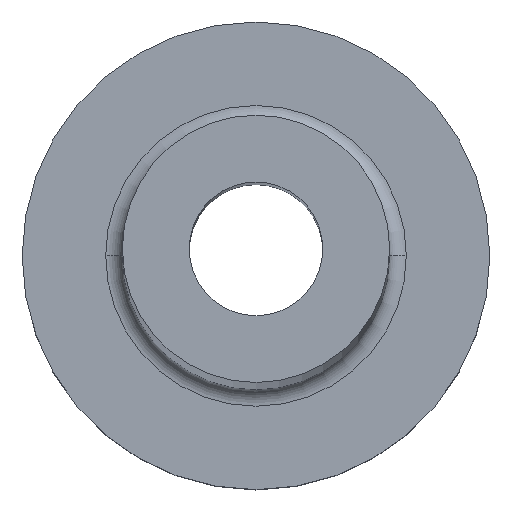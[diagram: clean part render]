
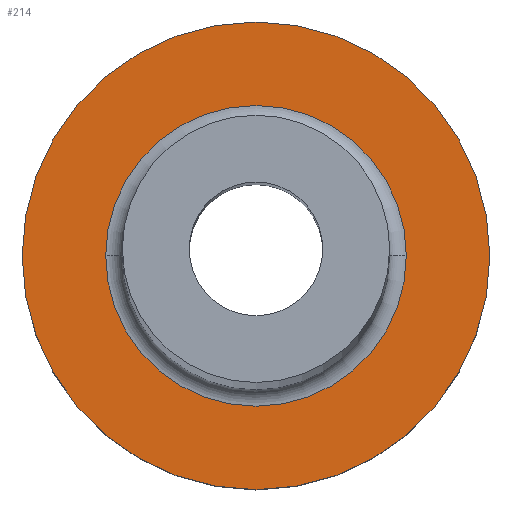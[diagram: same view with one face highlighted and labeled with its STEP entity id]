
A CAD part, top view. The second image highlights one B-rep face of the part: STEP entity #214.
In plain terms, the highlighted planar face has unit normal (0, 0, 1).
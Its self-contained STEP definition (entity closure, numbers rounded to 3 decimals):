
#17 = EDGE_LOOP ( 'NONE', ( #332, #411 ) ) ;
#19 = EDGE_CURVE ( 'NONE', #448, #367, #198, .T. ) ;
#20 = CARTESIAN_POINT ( 'NONE',  ( 0., 0., 5. ) ) ;
#23 = DIRECTION ( 'NONE',  ( 0., 0., -1. ) ) ;
#32 = EDGE_CURVE ( 'NONE', #192, #199, #370, .T. ) ;
#45 = CARTESIAN_POINT ( 'NONE',  ( -7., 0., 5. ) ) ;
#59 = DIRECTION ( 'NONE',  ( 1., 0., 0. ) ) ;
#68 = DIRECTION ( 'NONE',  ( 1., 0., 0. ) ) ;
#78 = CARTESIAN_POINT ( 'NONE',  ( 0., 0., 5. ) ) ;
#81 = FACE_BOUND ( 'NONE', #237, .T. ) ;
#85 = EDGE_CURVE ( 'NONE', #367, #448, #325, .T. ) ;
#93 = DIRECTION ( 'NONE',  ( 1., 0., 0. ) ) ;
#108 = ORIENTED_EDGE ( 'NONE', *, *, #85, .T. ) ;
#121 = CARTESIAN_POINT ( 'NONE',  ( 0., 0., 5. ) ) ;
#127 = ORIENTED_EDGE ( 'NONE', *, *, #19, .T. ) ;
#134 = CARTESIAN_POINT ( 'NONE',  ( 4.5, 0., 5. ) ) ;
#164 = AXIS2_PLACEMENT_3D ( 'NONE', #277, #195, #93 ) ;
#165 = CARTESIAN_POINT ( 'NONE',  ( 0., 0., 5. ) ) ;
#192 = VERTEX_POINT ( 'NONE', #45 ) ;
#194 = CARTESIAN_POINT ( 'NONE',  ( -4.5, 0., 5. ) ) ;
#195 = DIRECTION ( 'NONE',  ( 0., 0., 1. ) ) ;
#198 = CIRCLE ( 'NONE', #452, 4.5 ) ;
#199 = VERTEX_POINT ( 'NONE', #388 ) ;
#214 = ADVANCED_FACE ( 'NONE', ( #81, #331 ), #218, .T. ) ;
#217 = DIRECTION ( 'NONE',  ( 0., 0., 1. ) ) ;
#218 = PLANE ( 'NONE',  #279 ) ;
#237 = EDGE_LOOP ( 'NONE', ( #108, #127 ) ) ;
#271 = DIRECTION ( 'NONE',  ( 1., 0., 0. ) ) ;
#277 = CARTESIAN_POINT ( 'NONE',  ( 0., 0., 5. ) ) ;
#279 = AXIS2_PLACEMENT_3D ( 'NONE', #78, #334, #68 ) ;
#325 = CIRCLE ( 'NONE', #360, 4.5 ) ;
#331 = FACE_OUTER_BOUND ( 'NONE', #17, .T. ) ;
#332 = ORIENTED_EDGE ( 'NONE', *, *, #32, .T. ) ;
#334 = DIRECTION ( 'NONE',  ( 0., 0., 1. ) ) ;
#360 = AXIS2_PLACEMENT_3D ( 'NONE', #165, #23, #59 ) ;
#367 = VERTEX_POINT ( 'NONE', #134 ) ;
#370 = CIRCLE ( 'NONE', #164, 7. ) ;
#380 = EDGE_CURVE ( 'NONE', #199, #192, #430, .T. ) ;
#388 = CARTESIAN_POINT ( 'NONE',  ( 7., 0., 5. ) ) ;
#400 = DIRECTION ( 'NONE',  ( 1., 0., 0. ) ) ;
#411 = ORIENTED_EDGE ( 'NONE', *, *, #380, .T. ) ;
#430 = CIRCLE ( 'NONE', #459, 7. ) ;
#448 = VERTEX_POINT ( 'NONE', #194 ) ;
#449 = DIRECTION ( 'NONE',  ( 0., 0., -1. ) ) ;
#452 = AXIS2_PLACEMENT_3D ( 'NONE', #20, #449, #271 ) ;
#459 = AXIS2_PLACEMENT_3D ( 'NONE', #121, #217, #400 ) ;
